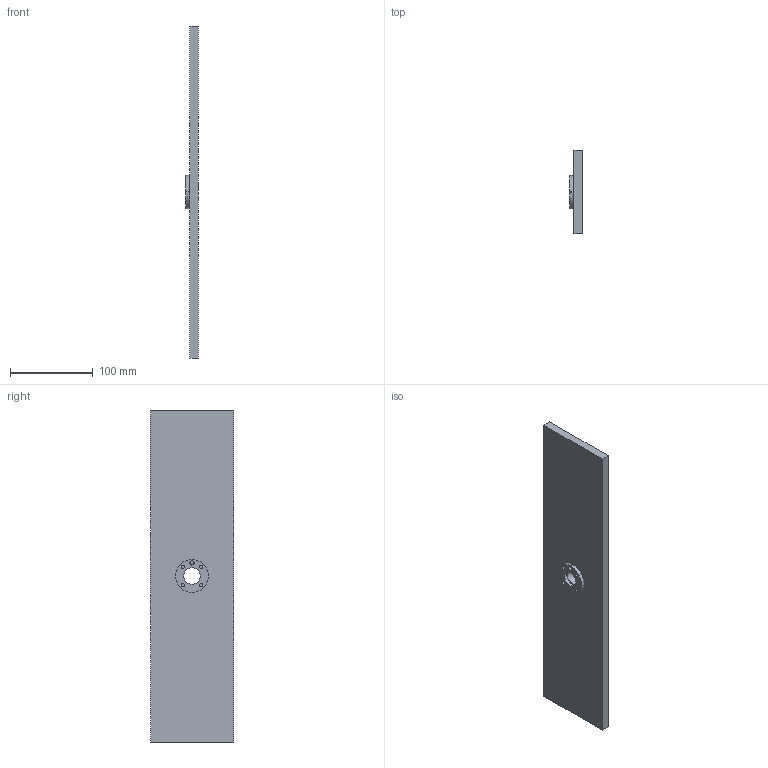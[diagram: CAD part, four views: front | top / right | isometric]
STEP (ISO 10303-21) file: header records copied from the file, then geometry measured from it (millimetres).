
FILE_DESCRIPTION (( 'STEP AP203' ), '1' );
FILE_NAME ('disc1_Default_sldprt.STEP', '2020-08-31T15:46:34', ( '' ), ( '' ), 'SwSTEP 2.0', 'SolidWorks 2020', '' );
FILE_SCHEMA (( 'CONFIG_CONTROL_DESIGN' ));
Length unit declared in the file: centimetre
Products named in the file (1): disc1_Default_sldprt
Bounding box: 15 x 100 x 400 mm (x, y, z)
Surface area: 91411.7 mm2 (no closed solid volume)
Topology: 0 solids, 2 shells, 39 faces, 84 edges, 56 vertices
Faces by surface type: plane 18, cylinder 17, cone 4
Entity records: 1154 total; most frequent: DIRECTION 204, CARTESIAN_POINT 180, ORIENTED_EDGE 164, EDGE_CURVE 84, AXIS2_PLACEMENT_3D 80, VERTEX_POINT 56, EDGE_LOOP 49, VECTOR 44
